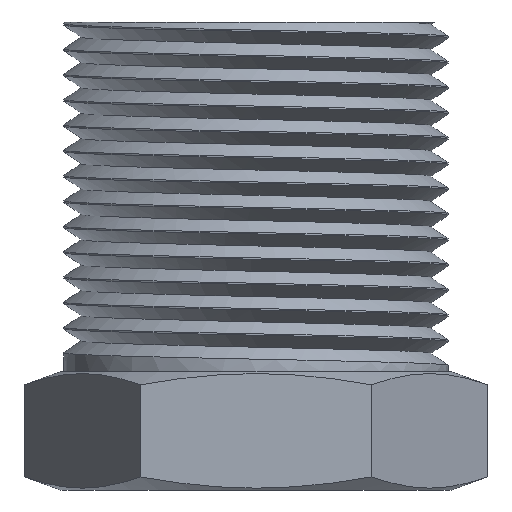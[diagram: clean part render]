
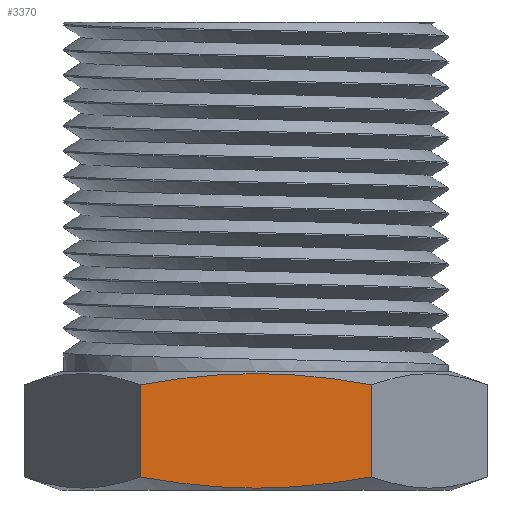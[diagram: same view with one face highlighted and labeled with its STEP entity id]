
A CAD part, front view. The second image highlights one B-rep face of the part: STEP entity #3370.
In plain terms, the highlighted planar face has unit normal (0, -1, 0).
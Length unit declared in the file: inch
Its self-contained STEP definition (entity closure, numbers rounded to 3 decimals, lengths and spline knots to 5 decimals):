
#39 = CARTESIAN_POINT ( 'NONE',  ( -0.25144, -0.4355, 0.257 ) ) ;
#85 = CARTESIAN_POINT ( 'NONE',  ( -0.04157, -0.4355, 0.00397 ) ) ;
#133 = EDGE_CURVE ( 'NONE', #279, #631, #3217, .T. ) ;
#168 = VERTEX_POINT ( 'NONE', #1720 ) ;
#279 = VERTEX_POINT ( 'NONE', #3337 ) ;
#373 = CARTESIAN_POINT ( 'NONE',  ( -0.16759, -0.4355, 0.01468 ) ) ;
#497 = VERTEX_POINT ( 'NONE', #1496 ) ;
#575 = EDGE_LOOP ( 'NONE', ( #1128, #1510, #2282, #3534 ) ) ;
#631 = VERTEX_POINT ( 'NONE', #1364 ) ;
#651 = CARTESIAN_POINT ( 'NONE',  ( 0.25144, -0.4355, 0.0285 ) ) ;
#663 = CARTESIAN_POINT ( 'NONE',  ( -0.25144, -0.4355, 0.0285 ) ) ;
#903 = LINE ( 'NONE', #1772, #3086 ) ;
#907 = DIRECTION ( 'NONE',  ( -1., 0., 0. ) ) ;
#917 = CARTESIAN_POINT ( 'NONE',  ( -0.16759, -0.4355, 0.24232 ) ) ;
#1089 = VECTOR ( 'NONE', #1932, 39.37008 ) ;
#1128 = ORIENTED_EDGE ( 'NONE', *, *, #1468, .F. ) ;
#1364 = CARTESIAN_POINT ( 'NONE',  ( 0.25144, -0.4355, 0.2285 ) ) ;
#1376 = CARTESIAN_POINT ( 'NONE',  ( -0.20975, -0.4355, 0.23608 ) ) ;
#1390 = CARTESIAN_POINT ( 'NONE',  ( -0.25144, -0.4355, 0.2285 ) ) ;
#1418 = CARTESIAN_POINT ( 'NONE',  ( -0.08355, -0.4355, 0.2508 ) ) ;
#1468 = EDGE_CURVE ( 'NONE', #497, #168, #2725, .T. ) ;
#1470 = CARTESIAN_POINT ( 'NONE',  ( 0.0423, -0.4355, 0.253 ) ) ;
#1489 = CARTESIAN_POINT ( 'NONE',  ( -0.04157, -0.4355, 0.25303 ) ) ;
#1496 = CARTESIAN_POINT ( 'NONE',  ( 0.25144, -0.4355, 0.0285 ) ) ;
#1499 = CARTESIAN_POINT ( 'NONE',  ( 0.08418, -0.4355, 0.25075 ) ) ;
#1510 = ORIENTED_EDGE ( 'NONE', *, *, #2692, .F. ) ;
#1519 = CARTESIAN_POINT ( 'NONE',  ( 0.16787, -0.4355, 0.01472 ) ) ;
#1704 = EDGE_CURVE ( 'NONE', #279, #168, #3192, .T. ) ;
#1720 = CARTESIAN_POINT ( 'NONE',  ( -0.25144, -0.4355, 0.0285 ) ) ;
#1744 = PLANE ( 'NONE',  #2469 ) ;
#1772 = CARTESIAN_POINT ( 'NONE',  ( 0.25144, -0.4355, 0.257 ) ) ;
#1804 = CARTESIAN_POINT ( 'NONE',  ( 0.0423, -0.4355, 0.004 ) ) ;
#1932 = DIRECTION ( 'NONE',  ( 0., 0., -1. ) ) ;
#1972 = CARTESIAN_POINT ( 'NONE',  ( 0.16787, -0.4355, 0.24228 ) ) ;
#1985 = CARTESIAN_POINT ( 'NONE',  ( 0.25144, -0.4355, 0.2285 ) ) ;
#2024 = CARTESIAN_POINT ( 'NONE',  ( 0.2097, -0.4355, 0.23609 ) ) ;
#2080 = CARTESIAN_POINT ( 'NONE',  ( -0.08355, -0.4355, 0.0062 ) ) ;
#2282 = ORIENTED_EDGE ( 'NONE', *, *, #133, .F. ) ;
#2379 = CARTESIAN_POINT ( 'NONE',  ( -0.20975, -0.4355, 0.02092 ) ) ;
#2469 = AXIS2_PLACEMENT_3D ( 'NONE', #39, #2612, #907 ) ;
#2612 = DIRECTION ( 'NONE',  ( 0., 1., 0. ) ) ;
#2692 = EDGE_CURVE ( 'NONE', #631, #497, #903, .T. ) ;
#2725 = B_SPLINE_CURVE_WITH_KNOTS ( 'NONE', 3,
 ( #651, #2940, #1519, #3514, #1804, #85, #2080, #373, #2379, #663 ),
 .UNSPECIFIED., .F., .F.,
 ( 4, 2, 2, 2, 4 ),
 ( 0.02307, 0.02629, 0.0295, 0.03271, 0.03593 ),
 .UNSPECIFIED. ) ;
#2940 = CARTESIAN_POINT ( 'NONE',  ( 0.2097, -0.4355, 0.02091 ) ) ;
#2961 = FACE_OUTER_BOUND ( 'NONE', #575, .T. ) ;
#3086 = VECTOR ( 'NONE', #3490, 39.37008 ) ;
#3192 = LINE ( 'NONE', #3642, #1089 ) ;
#3217 = B_SPLINE_CURVE_WITH_KNOTS ( 'NONE', 3,
 ( #1390, #1376, #917, #1418, #1489, #1470, #1499, #1972, #2024, #1985 ),
 .UNSPECIFIED., .F., .F.,
 ( 4, 2, 2, 2, 4 ),
 ( 0.01086, 0.01408, 0.0173, 0.02053, 0.02375 ),
 .UNSPECIFIED. ) ;
#3337 = CARTESIAN_POINT ( 'NONE',  ( -0.25144, -0.4355, 0.2285 ) ) ;
#3370 = ADVANCED_FACE ( 'NONE', ( #2961 ), #1744, .F. ) ;
#3490 = DIRECTION ( 'NONE',  ( 0., 0., -1. ) ) ;
#3514 = CARTESIAN_POINT ( 'NONE',  ( 0.08418, -0.4355, 0.00625 ) ) ;
#3534 = ORIENTED_EDGE ( 'NONE', *, *, #1704, .T. ) ;
#3642 = CARTESIAN_POINT ( 'NONE',  ( -0.25144, -0.4355, 0.257 ) ) ;
